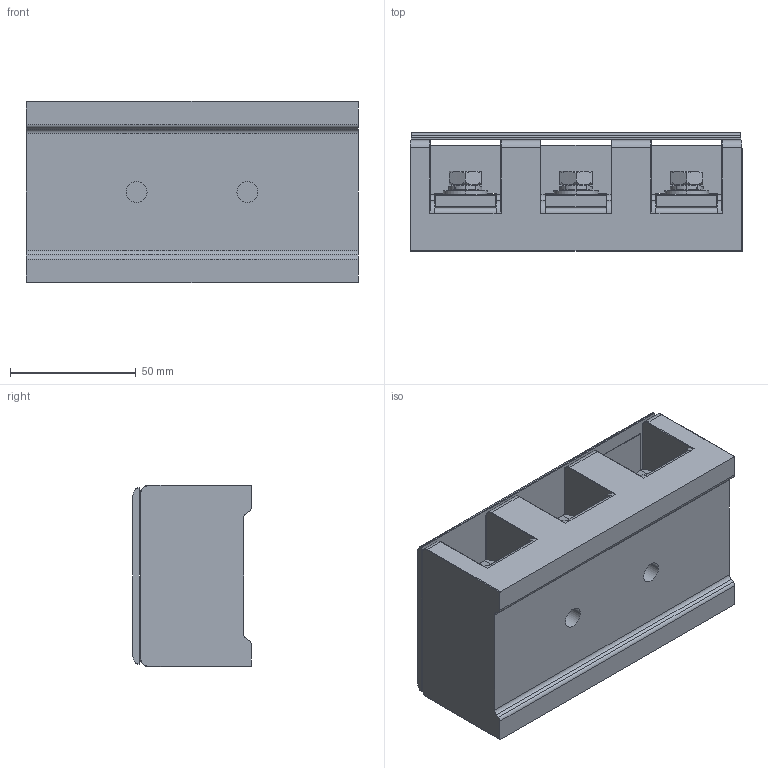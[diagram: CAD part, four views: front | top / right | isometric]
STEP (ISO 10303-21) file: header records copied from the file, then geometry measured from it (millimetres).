
FILE_DESCRIPTION((''),'2;1');
FILE_NAME('UDJ-2003','2020-04-01T',('Administrator'),(''),'PRO/ENGINEER BY PARAMETRIC TECHNOLOGY CORPORATION, 2013230','PRO/ENGINEER BY PARAMETRIC TECHNOLOGY CORPORATION, 2013230','');
FILE_SCHEMA(('CONFIG_CONTROL_DESIGN'));
Products named in the file (1): UDJ-2003
Bounding box: 132 x 47 x 72 mm (x, y, z)
Volume: 236383 mm3; surface area: 110353.3 mm2
Topology: 1 solids, 27 shells, 2370 faces, 6384 edges, 4144 vertices
Faces by surface type: plane 1584, cylinder 361, bspline 208, cone 148, torus 40, extrusion 17, sphere 12
Entity records: 103268 total; most frequent: CARTESIAN_POINT 37645, ORIENTED_EDGE 12720, DIRECTION 10501, EDGE_CURVE 6360, VECTOR 4649, LINE 4632, VERTEX_POINT 4144, AXIS2_PLACEMENT_3D 2926
